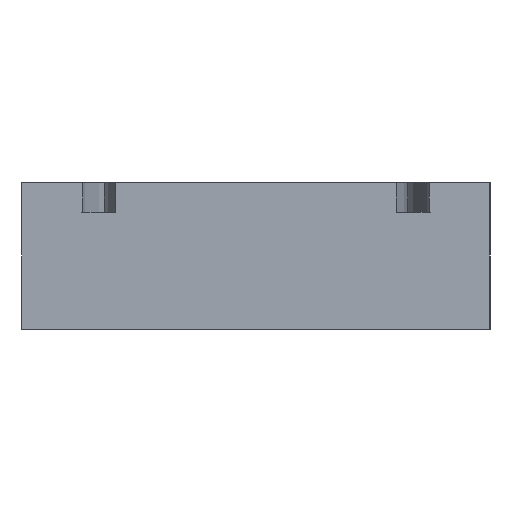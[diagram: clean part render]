
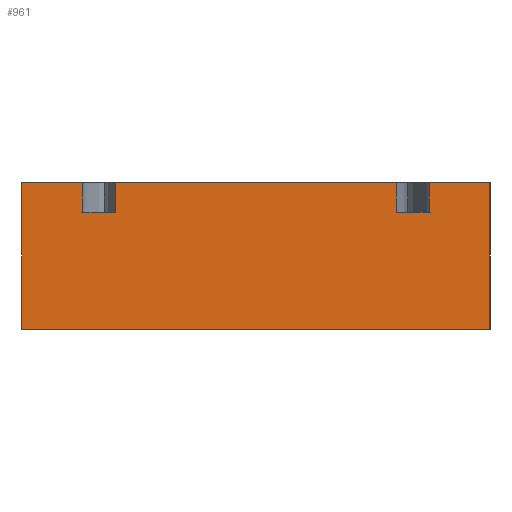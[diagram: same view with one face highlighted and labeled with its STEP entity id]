
A CAD part, left-side view. The second image highlights one B-rep face of the part: STEP entity #961.
In plain terms, the highlighted planar face has unit normal (-1, 0, 0).
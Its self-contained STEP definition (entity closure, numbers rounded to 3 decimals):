
#13=DIRECTION('',(0.,-1.,0.));
#14=VECTOR('',#13,80.);
#15=CARTESIAN_POINT('',(0.,80.,0.));
#16=LINE('',#15,#14);
#37=DIRECTION('',(0.,0.,1.));
#38=VECTOR('',#37,25.);
#39=CARTESIAN_POINT('',(0.,0.,0.));
#40=LINE('',#39,#38);
#41=DIRECTION('',(0.,1.,0.));
#42=VECTOR('',#41,5.607);
#43=CARTESIAN_POINT('',(0.,10.393,20.));
#44=LINE('',#43,#42);
#45=DIRECTION('',(0.,0.,1.));
#46=VECTOR('',#45,5.);
#47=CARTESIAN_POINT('',(0.,10.393,20.));
#48=LINE('',#47,#46);
#49=DIRECTION('',(0.,0.,1.));
#50=VECTOR('',#49,25.);
#51=CARTESIAN_POINT('',(0.,80.,0.));
#52=LINE('',#51,#50);
#53=DIRECTION('',(0.,0.,1.));
#54=VECTOR('',#53,5.);
#55=CARTESIAN_POINT('',(0.,69.607,20.));
#56=LINE('',#55,#54);
#57=DIRECTION('',(0.,1.,0.));
#58=VECTOR('',#57,5.607);
#59=CARTESIAN_POINT('',(0.,64.,20.));
#60=LINE('',#59,#58);
#61=DIRECTION('',(0.,0.,1.));
#62=VECTOR('',#61,5.);
#63=CARTESIAN_POINT('',(0.,64.,20.));
#64=LINE('',#63,#62);
#65=DIRECTION('',(0.,0.,1.));
#66=VECTOR('',#65,5.);
#67=CARTESIAN_POINT('',(0.,16.,20.));
#68=LINE('',#67,#66);
#79=DIRECTION('',(0.,-1.,0.));
#80=VECTOR('',#79,48.);
#81=CARTESIAN_POINT('',(0.,64.,25.));
#82=LINE('',#81,#80);
#261=DIRECTION('',(0.,-1.,0.));
#262=VECTOR('',#261,10.393);
#263=CARTESIAN_POINT('',(0.,10.393,25.));
#264=LINE('',#263,#262);
#265=DIRECTION('',(0.,-1.,0.));
#266=VECTOR('',#265,10.393);
#267=CARTESIAN_POINT('',(0.,80.,25.));
#268=LINE('',#267,#266);
#685=CARTESIAN_POINT('',(0.,0.,0.));
#687=VERTEX_POINT('',#685);
#691=CARTESIAN_POINT('',(0.,80.,0.));
#692=VERTEX_POINT('',#691);
#693=CARTESIAN_POINT('',(0.,0.,25.));
#695=VERTEX_POINT('',#693);
#698=CARTESIAN_POINT('',(0.,80.,25.));
#700=VERTEX_POINT('',#698);
#701=CARTESIAN_POINT('',(0.,10.393,20.));
#702=CARTESIAN_POINT('',(0.,16.,20.));
#703=VERTEX_POINT('',#701);
#704=VERTEX_POINT('',#702);
#705=CARTESIAN_POINT('',(0.,64.,20.));
#706=CARTESIAN_POINT('',(0.,69.607,20.));
#707=VERTEX_POINT('',#705);
#708=VERTEX_POINT('',#706);
#709=CARTESIAN_POINT('',(0.,16.,25.));
#710=VERTEX_POINT('',#709);
#711=CARTESIAN_POINT('',(0.,64.,25.));
#712=VERTEX_POINT('',#711);
#713=CARTESIAN_POINT('',(0.,69.607,25.));
#714=VERTEX_POINT('',#713);
#715=CARTESIAN_POINT('',(0.,10.393,25.));
#716=VERTEX_POINT('',#715);
#932=CARTESIAN_POINT('',(0.,80.,0.));
#933=DIRECTION('',(-1.,0.,0.));
#934=DIRECTION('',(0.,-1.,0.));
#935=AXIS2_PLACEMENT_3D('',#932,#933,#934);
#936=PLANE('',#935);
#938=ORIENTED_EDGE('',*,*,#937,.F.);
#940=ORIENTED_EDGE('',*,*,#939,.T.);
#942=ORIENTED_EDGE('',*,*,#941,.T.);
#943=ORIENTED_EDGE('',*,*,#923,.F.);
#944=ORIENTED_EDGE('',*,*,#900,.F.);
#946=ORIENTED_EDGE('',*,*,#945,.T.);
#948=ORIENTED_EDGE('',*,*,#947,.T.);
#950=ORIENTED_EDGE('',*,*,#949,.F.);
#952=ORIENTED_EDGE('',*,*,#951,.F.);
#954=ORIENTED_EDGE('',*,*,#953,.T.);
#956=ORIENTED_EDGE('',*,*,#955,.T.);
#958=ORIENTED_EDGE('',*,*,#957,.F.);
#959=EDGE_LOOP('',(#938,#940,#942,#943,#944,#946,#948,#950,#952,#954,#956,
#958));
#960=FACE_OUTER_BOUND('',#959,.F.);
#961=ADVANCED_FACE('',(#960),#936,.T.);
#900=EDGE_CURVE('',#692,#687,#16,.T.);
#923=EDGE_CURVE('',#687,#695,#40,.T.);
#937=EDGE_CURVE('',#703,#704,#44,.T.);
#939=EDGE_CURVE('',#703,#716,#48,.T.);
#941=EDGE_CURVE('',#716,#695,#264,.T.);
#945=EDGE_CURVE('',#692,#700,#52,.T.);
#947=EDGE_CURVE('',#700,#714,#268,.T.);
#949=EDGE_CURVE('',#708,#714,#56,.T.);
#951=EDGE_CURVE('',#707,#708,#60,.T.);
#953=EDGE_CURVE('',#707,#712,#64,.T.);
#955=EDGE_CURVE('',#712,#710,#82,.T.);
#957=EDGE_CURVE('',#704,#710,#68,.T.);
